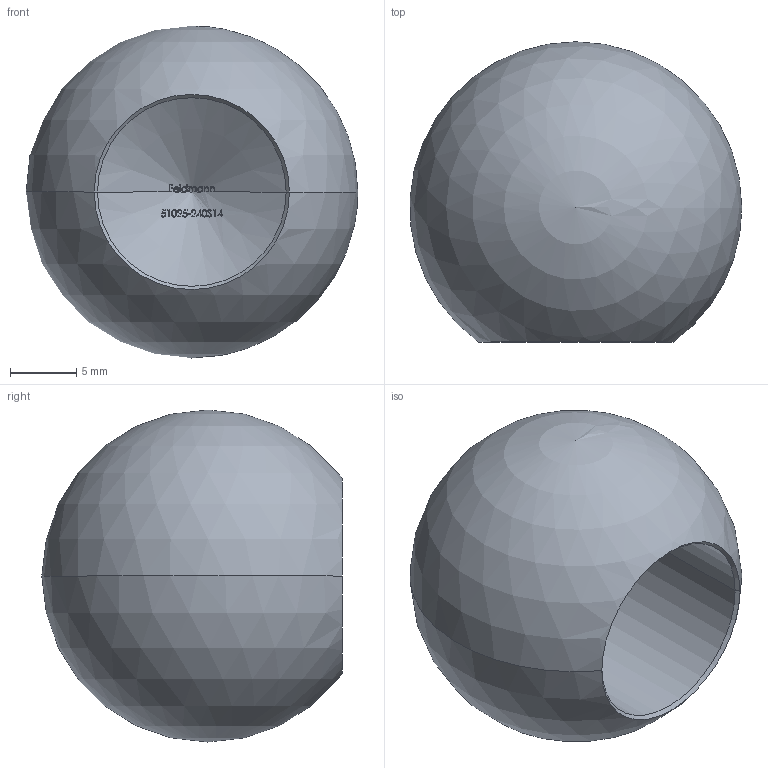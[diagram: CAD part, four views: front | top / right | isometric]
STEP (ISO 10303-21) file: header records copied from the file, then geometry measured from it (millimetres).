
FILE_DESCRIPTION (( 'STEP AP203' ), '1' );
FILE_NAME ('51025-240S14.step', '2019-03-29T09:42:11', ( '' ), ( '' ), 'SwSTEP 2.0', 'SolidWorks 2015', '' );
FILE_SCHEMA (( 'CONFIG_CONTROL_DESIGN' ));
Length unit declared in the file: millimetre
Products named in the file (1): 51025-240S14
Bounding box: 24.98 x 22.61 x 25 mm (x, y, z)
Volume: 5448.3 mm3; surface area: 2617.5 mm2
Topology: 1 solids, 1 shells, 273 faces, 737 edges, 481 vertices
Faces by surface type: plane 122, bspline 109, cone 38, cylinder 2, sphere 2
Entity records: 13200 total; most frequent: CARTESIAN_POINT 7524, ORIENTED_EDGE 1460, EDGE_CURVE 730, DIRECTION 620, VERTEX_POINT 478, B_SPLINE_CURVE_WITH_KNOTS 448, EDGE_LOOP 292, VECTOR 274
